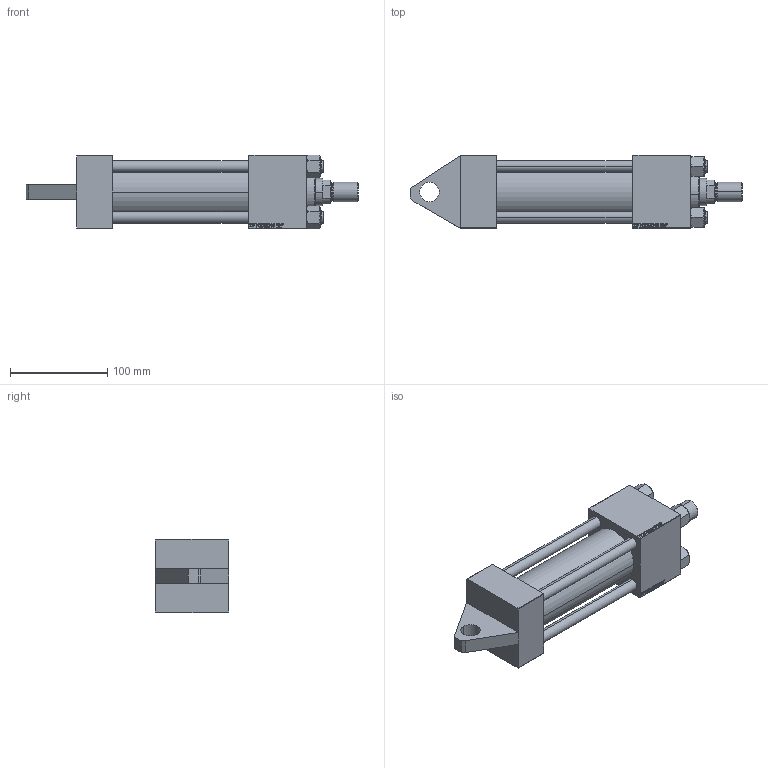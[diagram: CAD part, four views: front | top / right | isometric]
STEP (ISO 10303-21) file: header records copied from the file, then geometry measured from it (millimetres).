
FILE_DESCRIPTION (( 'STEP AP203' ), '1' );
FILE_NAME ('bc14.STEP', '2022-04-14T11:14:52', ( '' ), ( '' ), 'SwSTEP 2.0', 'SolidWorks 2019', '' );
FILE_SCHEMA (( 'CONFIG_CONTROL_DESIGN' ));
Length unit declared in the file: millimetre
Products named in the file (7): V215CR_I_Body ee6f4629405bd889cf9f66bfa1450f63; V215CR_TYCINKA_I ee6f4629405bd889cf9f66bfa1450f63; NUT_M5_I ee6f4629405bd889cf9f66bfa1450f63; ROD_END_AH ee6f4629405bd889cf9f66bfa1450f63; V215_VC_A ee6f4629405bd889cf9f66bfa1450f63; bc14; V215CR_VCP_I ee6f4629405bd889cf9f66bfa1450f63
Assembly tree (12 placements, depth 2):
  bc14
    V215CR_I_Body ee6f4629405bd889cf9f66bfa1450f63
    V215CR_VCP_I ee6f4629405bd889cf9f66bfa1450f63
    V215CR_TYCINKA_I ee6f4629405bd889cf9f66bfa1450f63  x4
    NUT_M5_I ee6f4629405bd889cf9f66bfa1450f63  x4
    V215_VC_A ee6f4629405bd889cf9f66bfa1450f63
    ROD_END_AH ee6f4629405bd889cf9f66bfa1450f63
Bounding box: 341 x 75 x 75.54 mm (x, y, z)
Volume: 847346.7 mm3; surface area: 209014.8 mm2
Topology: 12 solids, 12 shells, 1100 faces, 2757 edges, 1783 vertices
Faces by surface type: plane 505, bspline 360, cone 136, cylinder 89, torus 10
Entity records: 46678 total; most frequent: CARTESIAN_POINT 24394, ORIENTED_EDGE 4998, DIRECTION 3221, EDGE_CURVE 2499, VERTEX_POINT 1639, VECTOR 1529, LINE 1529, EDGE_LOOP 1100
